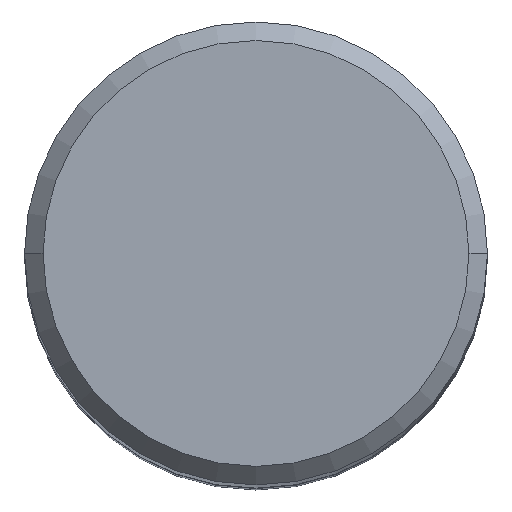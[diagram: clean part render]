
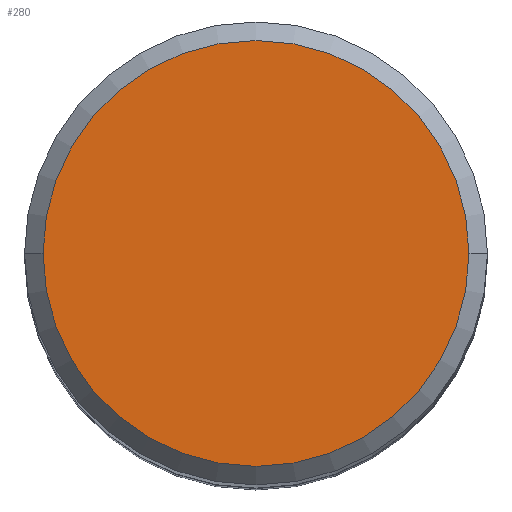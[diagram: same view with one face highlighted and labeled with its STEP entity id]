
A CAD part, top view. The second image highlights one B-rep face of the part: STEP entity #280.
In plain terms, the highlighted planar face has unit normal (0, 0, 1).
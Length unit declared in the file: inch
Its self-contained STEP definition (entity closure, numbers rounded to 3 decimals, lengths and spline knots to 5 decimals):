
#16 = DIRECTION ( 'NONE',  ( 1., 0., 0. ) ) ;
#44 = DIRECTION ( 'NONE',  ( 1., 0., 0. ) ) ;
#72 = EDGE_LOOP ( 'NONE', ( #192, #244 ) ) ;
#90 = AXIS2_PLACEMENT_3D ( 'NONE', #273, #404, #16 ) ;
#95 = DIRECTION ( 'NONE',  ( -1., 0., 0. ) ) ;
#133 = CARTESIAN_POINT ( 'NONE',  ( -0.23, 0., 0. ) ) ;
#192 = ORIENTED_EDGE ( 'NONE', *, *, #369, .T. ) ;
#211 = DIRECTION ( 'NONE',  ( 0., 0., -1. ) ) ;
#214 = CARTESIAN_POINT ( 'NONE',  ( 0., 0., 0. ) ) ;
#220 = PLANE ( 'NONE',  #498 ) ;
#244 = ORIENTED_EDGE ( 'NONE', *, *, #515, .T. ) ;
#245 = VERTEX_POINT ( 'NONE', #353 ) ;
#273 = CARTESIAN_POINT ( 'NONE',  ( 0., 0., 0. ) ) ;
#280 = ADVANCED_FACE ( 'NONE', ( #433 ), #220, .F. ) ;
#353 = CARTESIAN_POINT ( 'NONE',  ( 0.23, 0., 0. ) ) ;
#369 = EDGE_CURVE ( 'NONE', #503, #245, #547, .T. ) ;
#390 = CARTESIAN_POINT ( 'NONE',  ( 0., 0.23, 0. ) ) ;
#404 = DIRECTION ( 'NONE',  ( 0., 0., 1. ) ) ;
#432 = DIRECTION ( 'NONE',  ( 0., 0., 1. ) ) ;
#433 = FACE_OUTER_BOUND ( 'NONE', #72, .T. ) ;
#498 = AXIS2_PLACEMENT_3D ( 'NONE', #390, #211, #95 ) ;
#503 = VERTEX_POINT ( 'NONE', #133 ) ;
#515 = EDGE_CURVE ( 'NONE', #245, #503, #524, .T. ) ;
#524 = CIRCLE ( 'NONE', #555, 0.23 ) ;
#547 = CIRCLE ( 'NONE', #90, 0.23 ) ;
#555 = AXIS2_PLACEMENT_3D ( 'NONE', #214, #432, #44 ) ;
